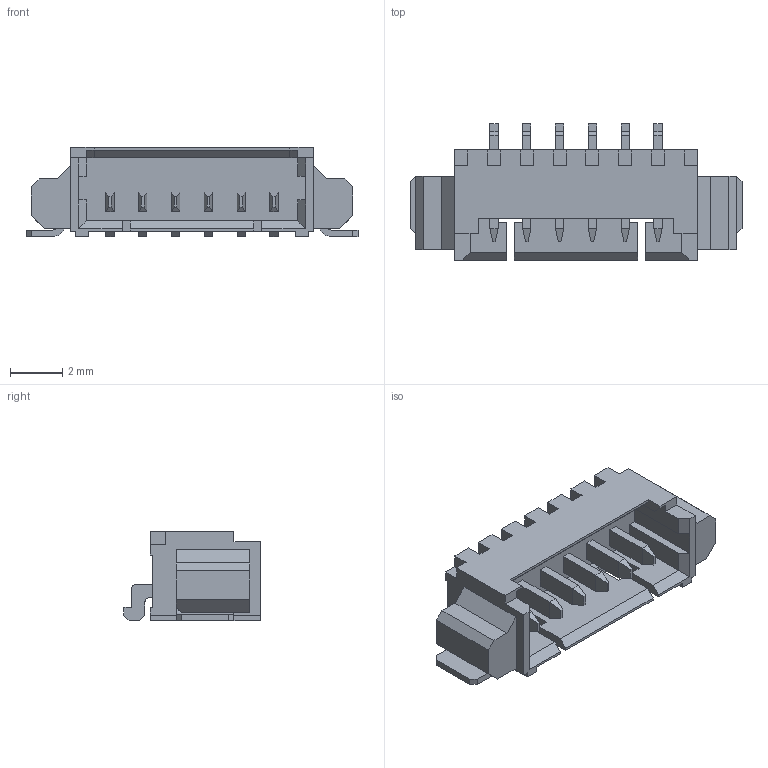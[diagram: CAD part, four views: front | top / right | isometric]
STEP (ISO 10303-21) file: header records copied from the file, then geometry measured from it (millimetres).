
FILE_DESCRIPTION(('FreeCAD Model'),'2;1');
FILE_NAME('Molex_PicoBlade_53261_0671_1x06_1MP_P1_25mm_Horizontal.step', '2018-06-05T19:18:05',('kicad StepUp'),('ksu MCAD'), 'Open CASCADE STEP processor 7.2','FreeCAD','Unknown');
FILE_SCHEMA(('AUTOMOTIVE_DESIGN { 1 0 10303 214 1 1 1 1 }'));
Length unit declared in the file: millimetre
Products named in the file (1): Molex_PicoBlade_53261_0671_1x06_1MP_P1_25mm_Horizontal
Bounding box: 12.65 x 5.2 x 3.4 mm (x, y, z)
Volume: 76.6 mm3; surface area: 306.9 mm2
Topology: 1 solids, 1 shells, 312 faces, 870 edges, 566 vertices
Faces by surface type: plane 292, cylinder 20
Entity records: 11993 total; most frequent: CARTESIAN_POINT 1755, ORIENTED_EDGE 1740, DIRECTION 1534, EDGE_CURVE 870, LINE 828, VECTOR 828, VERTEX_POINT 566, AXIS2_PLACEMENT_3D 353
